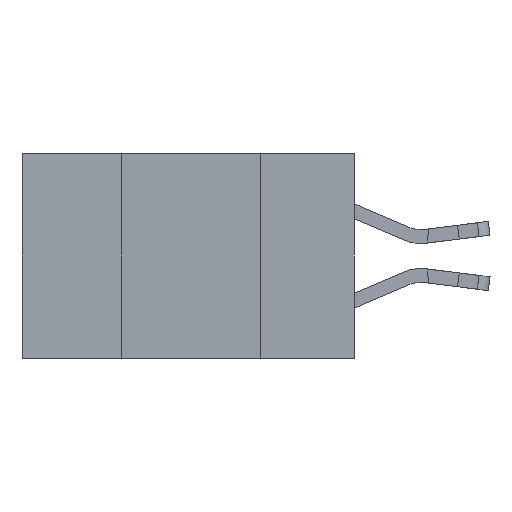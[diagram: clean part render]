
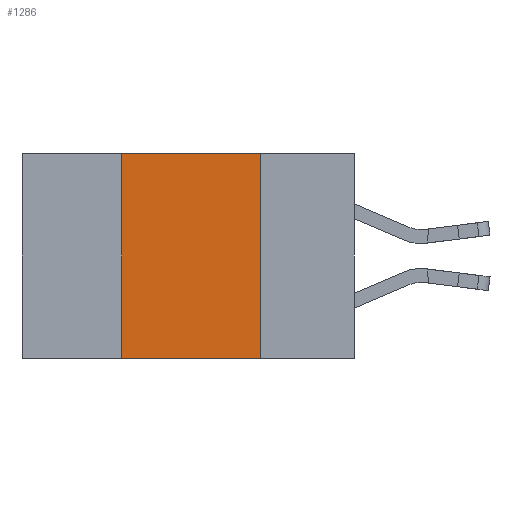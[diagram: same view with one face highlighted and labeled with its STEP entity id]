
A CAD part, left-side view. The second image highlights one B-rep face of the part: STEP entity #1286.
In plain terms, the highlighted planar face has unit normal (-1, 0, 0).
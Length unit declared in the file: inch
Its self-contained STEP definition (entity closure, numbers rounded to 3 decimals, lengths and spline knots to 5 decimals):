
#359 = ORIENTED_EDGE ( 'NONE', *, *, #13021, .T. ) ;
#520 = ORIENTED_EDGE ( 'NONE', *, *, #2475, .F. ) ;
#604 = EDGE_LOOP ( 'NONE', ( #6785, #520, #12482, #359 ) ) ;
#631 = EDGE_CURVE ( 'NONE', #3192, #3064, #15040, .T. ) ;
#1286 = ADVANCED_FACE ( 'NONE', ( #12146 ), #6318, .F. ) ;
#2475 = EDGE_CURVE ( 'NONE', #9893, #3192, #2569, .T. ) ;
#2569 = LINE ( 'NONE', #15119, #14220 ) ;
#3064 = VERTEX_POINT ( 'NONE', #9935 ) ;
#3192 = VERTEX_POINT ( 'NONE', #8550 ) ;
#5053 = LINE ( 'NONE', #12117, #11351 ) ;
#5441 = DIRECTION ( 'NONE',  ( 0., 0., -1. ) ) ;
#5706 = DIRECTION ( 'NONE',  ( 1., 0., 0. ) ) ;
#5741 = VECTOR ( 'NONE', #6613, 39.37008 ) ;
#5892 = CARTESIAN_POINT ( 'NONE',  ( 0., 0.6, 0. ) ) ;
#6318 = PLANE ( 'NONE',  #9727 ) ;
#6613 = DIRECTION ( 'NONE',  ( 0., 0., -1. ) ) ;
#6785 = ORIENTED_EDGE ( 'NONE', *, *, #631, .F. ) ;
#7427 = CARTESIAN_POINT ( 'NONE',  ( 0., 0.42, 0. ) ) ;
#8044 = CARTESIAN_POINT ( 'NONE',  ( 0., 0.42, -0.37 ) ) ;
#8550 = CARTESIAN_POINT ( 'NONE',  ( 0., 0.17, 0. ) ) ;
#8645 = LINE ( 'NONE', #12833, #8991 ) ;
#8991 = VECTOR ( 'NONE', #12848, 39.37008 ) ;
#9532 = VERTEX_POINT ( 'NONE', #8044 ) ;
#9727 = AXIS2_PLACEMENT_3D ( 'NONE', #5892, #5706, #5441 ) ;
#9893 = VERTEX_POINT ( 'NONE', #7427 ) ;
#9935 = CARTESIAN_POINT ( 'NONE',  ( 0., 0.17, -0.37 ) ) ;
#11019 = CARTESIAN_POINT ( 'NONE',  ( 0., 0.17, -0.37 ) ) ;
#11351 = VECTOR ( 'NONE', #12070, 39.37008 ) ;
#12070 = DIRECTION ( 'NONE',  ( 0., -1., 0. ) ) ;
#12117 = CARTESIAN_POINT ( 'NONE',  ( 0., 0.6, -0.37 ) ) ;
#12146 = FACE_OUTER_BOUND ( 'NONE', #604, .T. ) ;
#12482 = ORIENTED_EDGE ( 'NONE', *, *, #13709, .F. ) ;
#12833 = CARTESIAN_POINT ( 'NONE',  ( 0., 0.42, -0.37 ) ) ;
#12848 = DIRECTION ( 'NONE',  ( 0., 0., 1. ) ) ;
#13021 = EDGE_CURVE ( 'NONE', #9532, #3064, #5053, .T. ) ;
#13709 = EDGE_CURVE ( 'NONE', #9532, #9893, #8645, .T. ) ;
#14220 = VECTOR ( 'NONE', #15105, 39.37008 ) ;
#15040 = LINE ( 'NONE', #11019, #5741 ) ;
#15105 = DIRECTION ( 'NONE',  ( 0., -1., 0. ) ) ;
#15119 = CARTESIAN_POINT ( 'NONE',  ( 0., 0.6, 0. ) ) ;
